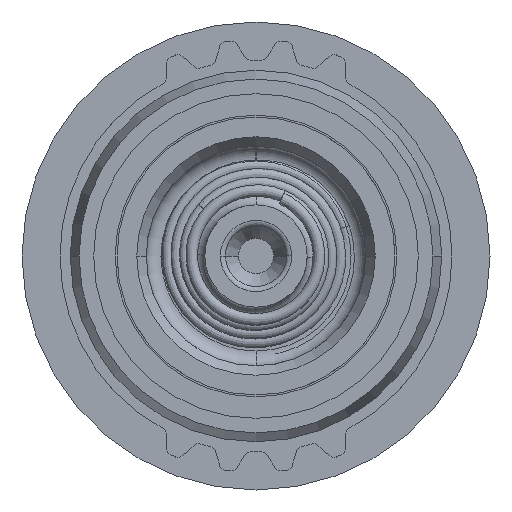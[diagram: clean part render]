
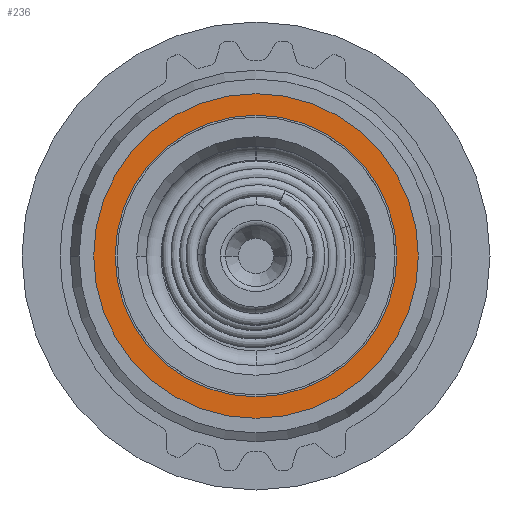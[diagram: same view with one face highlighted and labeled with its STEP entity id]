
A CAD part, front view. The second image highlights one B-rep face of the part: STEP entity #236.
In plain terms, the highlighted planar face has unit normal (0, -1, 0).
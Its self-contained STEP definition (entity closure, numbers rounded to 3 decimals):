
#236=ADVANCED_FACE('',(#748,#749),#750,.F.);
#748=FACE_OUTER_BOUND('',#1637,.T.);
#749=FACE_BOUND('',#1638,.T.);
#750=PLANE('',#1639);
#1637=EDGE_LOOP('',(#8114,#8115));
#1638=EDGE_LOOP('',(#8116,#8117));
#1639=AXIS2_PLACEMENT_3D('',#8118,#8119,#8120);
#8114=ORIENTED_EDGE('',*,*,#10133,.T.);
#8115=ORIENTED_EDGE('',*,*,#10134,.T.);
#8116=ORIENTED_EDGE('',*,*,#10135,.F.);
#8117=ORIENTED_EDGE('',*,*,#10132,.F.);
#8118=CARTESIAN_POINT('',(0.0,-6.6,0.0));
#8119=DIRECTION('',(-0.0,1.0,0.0));
#8120=DIRECTION('',(1.0,0.0,0.0));
#10132=EDGE_CURVE('',#11275,#11273,#11277,.T.);
#10133=EDGE_CURVE('',#11278,#11279,#11280,.T.);
#10134=EDGE_CURVE('',#11279,#11278,#11281,.T.);
#10135=EDGE_CURVE('',#11273,#11275,#11282,.T.);
#11273=VERTEX_POINT('',#12770);
#11275=VERTEX_POINT('',#12773);
#11277=CIRCLE('',#12776,4.815);
#11278=VERTEX_POINT('',#12777);
#11279=VERTEX_POINT('',#12778);
#11280=CIRCLE('',#12779,5.55);
#11281=CIRCLE('',#12780,5.55);
#11282=CIRCLE('',#12781,4.815);
#12770=CARTESIAN_POINT('',(-4.815,-6.6,0.0));
#12773=CARTESIAN_POINT('',(4.815,-6.6,0.0));
#12776=AXIS2_PLACEMENT_3D('',#16633,#16634,#16635);
#12777=CARTESIAN_POINT('',(5.55,-6.6,0.0));
#12778=CARTESIAN_POINT('',(-5.55,-6.6,0.0));
#12779=AXIS2_PLACEMENT_3D('',#16636,#16637,#16638);
#12780=AXIS2_PLACEMENT_3D('',#16639,#16640,#16641);
#12781=AXIS2_PLACEMENT_3D('',#16642,#16643,#16644);
#16633=CARTESIAN_POINT('',(0.0,-6.6,0.0));
#16634=DIRECTION('',(0.0,-1.0,0.0));
#16635=DIRECTION('',(1.0,0.0,0.0));
#16636=CARTESIAN_POINT('',(0.0,-6.6,0.0));
#16637=DIRECTION('',(0.0,-1.0,0.0));
#16638=DIRECTION('',(1.0,0.0,0.0));
#16639=CARTESIAN_POINT('',(0.0,-6.6,0.0));
#16640=DIRECTION('',(0.0,-1.0,0.0));
#16641=DIRECTION('',(-1.0,0.0,0.0));
#16642=CARTESIAN_POINT('',(0.0,-6.6,0.0));
#16643=DIRECTION('',(0.0,-1.0,0.0));
#16644=DIRECTION('',(-1.0,0.0,0.0));
